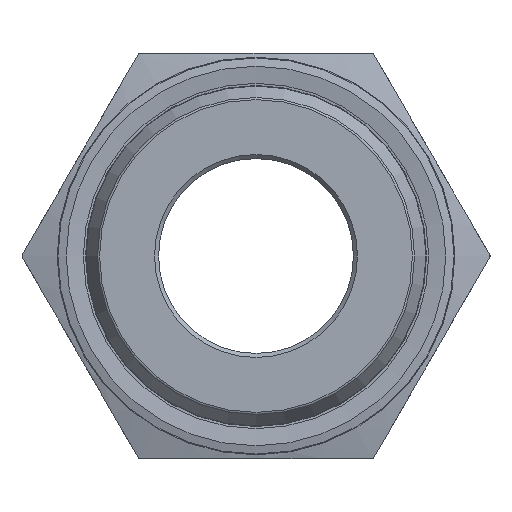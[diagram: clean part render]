
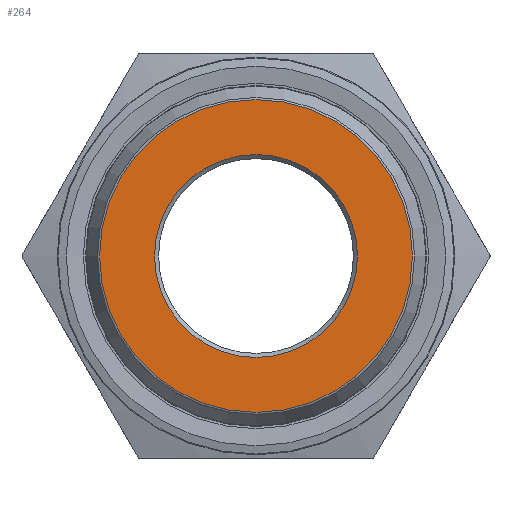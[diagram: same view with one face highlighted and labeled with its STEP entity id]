
A CAD part, left-side view. The second image highlights one B-rep face of the part: STEP entity #264.
In plain terms, the highlighted planar face has unit normal (-1, 0, 0).
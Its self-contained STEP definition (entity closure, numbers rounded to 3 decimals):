
#145=FACE_BOUND('',#353,.T.);
#146=FACE_BOUND('',#354,.T.);
#208=CIRCLE('',#766,12.5);
#209=CIRCLE('',#767,19.268);
#236=PLANE('',#768);
#264=ADVANCED_FACE('',(#145,#146),#236,.F.);
#353=EDGE_LOOP('',(#510));
#354=EDGE_LOOP('',(#511));
#510=ORIENTED_EDGE('',*,*,#680,.T.);
#511=ORIENTED_EDGE('',*,*,#681,.T.);
#608=VERTEX_POINT('',#1308);
#609=VERTEX_POINT('',#1310);
#680=EDGE_CURVE('',#608,#608,#208,.T.);
#681=EDGE_CURVE('',#609,#609,#209,.T.);
#766=AXIS2_PLACEMENT_3D('',#1307,#905,#906);
#767=AXIS2_PLACEMENT_3D('',#1309,#907,#908);
#768=AXIS2_PLACEMENT_3D('',#1311,#909,#910);
#905=DIRECTION('',(1.,0.,0.));
#906=DIRECTION('',(0.,0.,-1.));
#907=DIRECTION('',(-1.,0.,0.));
#908=DIRECTION('',(0.,0.,-1.));
#909=DIRECTION('',(1.,0.,0.));
#910=DIRECTION('',(0.,0.,-1.));
#1307=CARTESIAN_POINT('',(0.,0.,0.));
#1308=CARTESIAN_POINT('',(0.,0.,-12.5));
#1309=CARTESIAN_POINT('',(0.,0.,0.));
#1310=CARTESIAN_POINT('',(0.,0.,-19.268));
#1311=CARTESIAN_POINT('',(0.,-28.579,0.));
